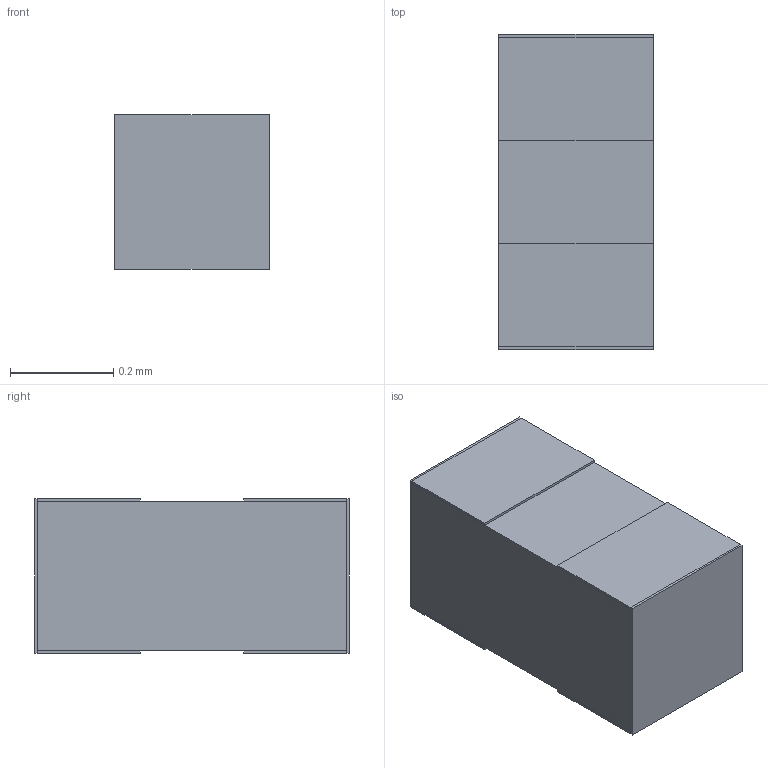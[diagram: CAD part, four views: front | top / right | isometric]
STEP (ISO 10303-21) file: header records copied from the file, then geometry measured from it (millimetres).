
FILE_DESCRIPTION((''),'2;1');
FILE_NAME('CG0201MLA.stp','2014-08-11T08:51:57',('thomast'),(''),'Autodesk Inventor 2012','Autodesk Inventor 2012','');
FILE_SCHEMA(('AUTOMOTIVE_DESIGN { 1 0 10303 214 1 1 1 1 }'));
Products named in the file (8): MLVS0201; Box1; Box2; Box2_1; Box2_2; Box2_1_1; Box3; Box3_1
Assembly tree (7 placements, depth 2):
  MLVS0201
    Box1
    Box2
    Box2_1
    Box2_2
    Box2_1_1
    Box3
    Box3_1
Bounding box: 0.3 x 0.61 x 0.3 mm (x, y, z)
Volume: 0.1 mm3; surface area: 1.8 mm2
Topology: 7 solids, 7 shells, 42 faces, 84 edges, 56 vertices
Faces by surface type: plane 42
Entity records: 1329 total; most frequent: DIRECTION 198, CARTESIAN_POINT 197, ORIENTED_EDGE 168, VECTOR 84, LINE 84, EDGE_CURVE 84, AXIS2_PLACEMENT_3D 57, VERTEX_POINT 56
